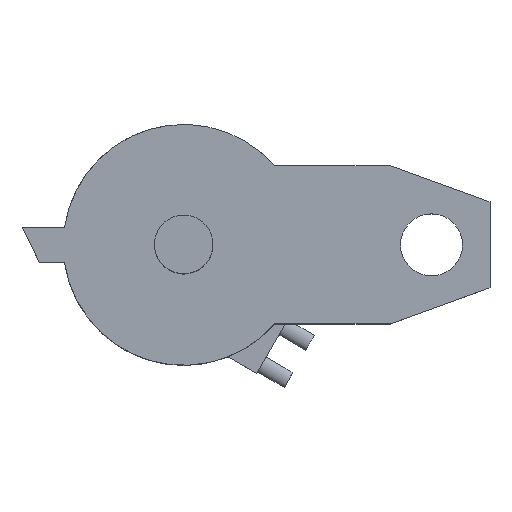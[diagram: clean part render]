
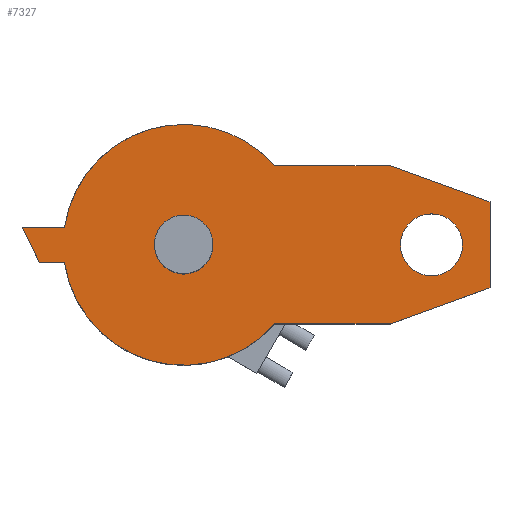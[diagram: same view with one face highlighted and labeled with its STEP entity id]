
A CAD part, top view. The second image highlights one B-rep face of the part: STEP entity #7327.
In plain terms, the highlighted planar face has unit normal (0, 0, 1).
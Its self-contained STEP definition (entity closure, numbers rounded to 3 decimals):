
#178 = CARTESIAN_POINT ( 'NONE',  ( -4.7, 0.5, 5. ) ) ;
#322 = EDGE_CURVE ( 'NONE', #5453, #5189, #8805, .T. ) ;
#349 = DIRECTION ( 'NONE',  ( 0., 0., 1. ) ) ;
#403 = ORIENTED_EDGE ( 'NONE', *, *, #5654, .T. ) ;
#427 = VECTOR ( 'NONE', #8168, 1000. ) ;
#432 = ORIENTED_EDGE ( 'NONE', *, *, #6465, .T. ) ;
#538 = LINE ( 'NONE', #9238, #4881 ) ;
#559 = DIRECTION ( 'NONE',  ( -1., 0., 0. ) ) ;
#607 = LINE ( 'NONE', #4233, #9222 ) ;
#658 = ORIENTED_EDGE ( 'NONE', *, *, #8674, .F. ) ;
#998 = VERTEX_POINT ( 'NONE', #3875 ) ;
#1023 = CIRCLE ( 'NONE', #8164, 3.5 ) ;
#1040 = VECTOR ( 'NONE', #2786, 1000. ) ;
#1255 = ORIENTED_EDGE ( 'NONE', *, *, #5128, .T. ) ;
#1270 = DIRECTION ( 'NONE',  ( -0.94, 0.34, 0. ) ) ;
#1309 = CIRCLE ( 'NONE', #1555, 3.5 ) ;
#1502 = LINE ( 'NONE', #7886, #1040 ) ;
#1555 = AXIS2_PLACEMENT_3D ( 'NONE', #5533, #7144, #5724 ) ;
#1593 = EDGE_CURVE ( 'NONE', #2241, #2604, #8973, .T. ) ;
#1607 = AXIS2_PLACEMENT_3D ( 'NONE', #4103, #7827, #7784 ) ;
#1753 = VECTOR ( 'NONE', #7213, 1000. ) ;
#1771 = CARTESIAN_POINT ( 'NONE',  ( 2.638, 2.3, 5. ) ) ;
#1820 = ORIENTED_EDGE ( 'NONE', *, *, #3651, .F. ) ;
#1823 = CARTESIAN_POINT ( 'NONE',  ( 2.638, -2.3, 5. ) ) ;
#1863 = VECTOR ( 'NONE', #1270, 1000. ) ;
#2241 = VERTEX_POINT ( 'NONE', #2612 ) ;
#2271 = VERTEX_POINT ( 'NONE', #1823 ) ;
#2384 = AXIS2_PLACEMENT_3D ( 'NONE', #3948, #8392, #2708 ) ;
#2583 = ORIENTED_EDGE ( 'NONE', *, *, #3248, .F. ) ;
#2604 = VERTEX_POINT ( 'NONE', #4275 ) ;
#2612 = CARTESIAN_POINT ( 'NONE',  ( 8.9, -1.25, 5. ) ) ;
#2708 = DIRECTION ( 'NONE',  ( 1., 0., 0. ) ) ;
#2786 = DIRECTION ( 'NONE',  ( 1., 0., 0. ) ) ;
#2890 = CARTESIAN_POINT ( 'NONE',  ( 6., 2.3, 5. ) ) ;
#2940 = CARTESIAN_POINT ( 'NONE',  ( 0.85, 0., 5. ) ) ;
#3038 = ORIENTED_EDGE ( 'NONE', *, *, #5799, .F. ) ;
#3248 = EDGE_CURVE ( 'NONE', #4734, #6924, #3514, .T. ) ;
#3415 = DIRECTION ( 'NONE',  ( 1., 0., 0. ) ) ;
#3514 = CIRCLE ( 'NONE', #2384, 0.85 ) ;
#3523 = DIRECTION ( 'NONE',  ( 0.447, -0.894, 0. ) ) ;
#3651 = EDGE_CURVE ( 'NONE', #6924, #4734, #7522, .T. ) ;
#3870 = DIRECTION ( 'NONE',  ( 0., 0., 1. ) ) ;
#3875 = CARTESIAN_POINT ( 'NONE',  ( 8.1, 0., 5. ) ) ;
#3921 = DIRECTION ( 'NONE',  ( -1., 0., 0. ) ) ;
#3943 = VERTEX_POINT ( 'NONE', #5856 ) ;
#3948 = CARTESIAN_POINT ( 'NONE',  ( 0., 0., 5. ) ) ;
#4022 = AXIS2_PLACEMENT_3D ( 'NONE', #6817, #3870, #9026 ) ;
#4095 = VERTEX_POINT ( 'NONE', #1771 ) ;
#4103 = CARTESIAN_POINT ( 'NONE',  ( 7.2, 0., 5. ) ) ;
#4181 = DIRECTION ( 'NONE',  ( 0.94, 0.34, 0. ) ) ;
#4210 = ORIENTED_EDGE ( 'NONE', *, *, #8304, .T. ) ;
#4221 = CARTESIAN_POINT ( 'NONE',  ( 6., -2.3, 5. ) ) ;
#4233 = CARTESIAN_POINT ( 'NONE',  ( 6., 2.3, 5. ) ) ;
#4275 = CARTESIAN_POINT ( 'NONE',  ( 8.9, 1.25, 5. ) ) ;
#4287 = ORIENTED_EDGE ( 'NONE', *, *, #7224, .T. ) ;
#4350 = FACE_BOUND ( 'NONE', #4535, .T. ) ;
#4370 = VERTEX_POINT ( 'NONE', #4221 ) ;
#4427 = CARTESIAN_POINT ( 'NONE',  ( 8.9, -1.25, 5. ) ) ;
#4535 = EDGE_LOOP ( 'NONE', ( #3038, #658 ) ) ;
#4538 = EDGE_LOOP ( 'NONE', ( #2583, #1820 ) ) ;
#4554 = CARTESIAN_POINT ( 'NONE',  ( -3.464, -0.5, 5. ) ) ;
#4562 = LINE ( 'NONE', #9269, #1863 ) ;
#4582 = CARTESIAN_POINT ( 'NONE',  ( -3.464, 0.5, 5. ) ) ;
#4622 = EDGE_CURVE ( 'NONE', #6014, #4095, #607, .T. ) ;
#4734 = VERTEX_POINT ( 'NONE', #4929 ) ;
#4839 = VECTOR ( 'NONE', #3921, 1000. ) ;
#4881 = VECTOR ( 'NONE', #4181, 1000. ) ;
#4927 = CIRCLE ( 'NONE', #4022, 0.9 ) ;
#4929 = CARTESIAN_POINT ( 'NONE',  ( -0.85, 0., 5. ) ) ;
#4978 = DIRECTION ( 'NONE',  ( 0., 0., 1. ) ) ;
#5128 = EDGE_CURVE ( 'NONE', #5189, #3943, #6865, .T. ) ;
#5189 = VERTEX_POINT ( 'NONE', #7242 ) ;
#5302 = ORIENTED_EDGE ( 'NONE', *, *, #1593, .T. ) ;
#5394 = VECTOR ( 'NONE', #3523, 1000. ) ;
#5426 = VERTEX_POINT ( 'NONE', #4554 ) ;
#5453 = VERTEX_POINT ( 'NONE', #4582 ) ;
#5533 = CARTESIAN_POINT ( 'NONE',  ( 0., 0., 5. ) ) ;
#5642 = CARTESIAN_POINT ( 'NONE',  ( 6.3, 0., 5. ) ) ;
#5654 = EDGE_CURVE ( 'NONE', #4095, #5453, #1309, .T. ) ;
#5724 = DIRECTION ( 'NONE',  ( 1., 0., 0. ) ) ;
#5799 = EDGE_CURVE ( 'NONE', #998, #8473, #4927, .T. ) ;
#5856 = CARTESIAN_POINT ( 'NONE',  ( -4.2, -0.5, 5. ) ) ;
#5901 = AXIS2_PLACEMENT_3D ( 'NONE', #9254, #7781, #9291 ) ;
#5965 = ORIENTED_EDGE ( 'NONE', *, *, #6722, .T. ) ;
#6014 = VERTEX_POINT ( 'NONE', #2890 ) ;
#6465 = EDGE_CURVE ( 'NONE', #2604, #6014, #4562, .T. ) ;
#6466 = ORIENTED_EDGE ( 'NONE', *, *, #7597, .T. ) ;
#6722 = EDGE_CURVE ( 'NONE', #3943, #5426, #1502, .T. ) ;
#6817 = CARTESIAN_POINT ( 'NONE',  ( 7.2, 0., 5. ) ) ;
#6854 = EDGE_LOOP ( 'NONE', ( #403, #8156, #1255, #5965, #4287, #6466, #4210, #5302, #432, #7021 ) ) ;
#6865 = LINE ( 'NONE', #9379, #5394 ) ;
#6924 = VERTEX_POINT ( 'NONE', #2940 ) ;
#6953 = DIRECTION ( 'NONE',  ( 1., 0., 0. ) ) ;
#6958 = LINE ( 'NONE', #8231, #427 ) ;
#7021 = ORIENTED_EDGE ( 'NONE', *, *, #4622, .T. ) ;
#7144 = DIRECTION ( 'NONE',  ( 0., 0., 1. ) ) ;
#7213 = DIRECTION ( 'NONE',  ( 0., 1., 0. ) ) ;
#7224 = EDGE_CURVE ( 'NONE', #5426, #2271, #1023, .T. ) ;
#7242 = CARTESIAN_POINT ( 'NONE',  ( -4.7, 0.5, 5. ) ) ;
#7327 = ADVANCED_FACE ( 'NONE', ( #9065, #7340, #4350 ), #8690, .T. ) ;
#7340 = FACE_OUTER_BOUND ( 'NONE', #6854, .T. ) ;
#7454 = AXIS2_PLACEMENT_3D ( 'NONE', #9396, #4978, #3415 ) ;
#7522 = CIRCLE ( 'NONE', #5901, 0.85 ) ;
#7597 = EDGE_CURVE ( 'NONE', #2271, #4370, #6958, .T. ) ;
#7781 = DIRECTION ( 'NONE',  ( 0., 0., 1. ) ) ;
#7784 = DIRECTION ( 'NONE',  ( 1., 0., 0. ) ) ;
#7827 = DIRECTION ( 'NONE',  ( 0., 0., 1. ) ) ;
#7886 = CARTESIAN_POINT ( 'NONE',  ( -4.2, -0.5, 5. ) ) ;
#8156 = ORIENTED_EDGE ( 'NONE', *, *, #322, .T. ) ;
#8164 = AXIS2_PLACEMENT_3D ( 'NONE', #8492, #349, #6953 ) ;
#8168 = DIRECTION ( 'NONE',  ( 1., 0., 0. ) ) ;
#8231 = CARTESIAN_POINT ( 'NONE',  ( 6., -2.3, 5. ) ) ;
#8304 = EDGE_CURVE ( 'NONE', #4370, #2241, #538, .T. ) ;
#8392 = DIRECTION ( 'NONE',  ( 0., 0., 1. ) ) ;
#8473 = VERTEX_POINT ( 'NONE', #5642 ) ;
#8492 = CARTESIAN_POINT ( 'NONE',  ( 0., 0., 5. ) ) ;
#8674 = EDGE_CURVE ( 'NONE', #8473, #998, #8932, .T. ) ;
#8690 = PLANE ( 'NONE',  #7454 ) ;
#8805 = LINE ( 'NONE', #178, #4839 ) ;
#8932 = CIRCLE ( 'NONE', #1607, 0.9 ) ;
#8973 = LINE ( 'NONE', #4427, #1753 ) ;
#9026 = DIRECTION ( 'NONE',  ( 1., 0., 0. ) ) ;
#9065 = FACE_BOUND ( 'NONE', #4538, .T. ) ;
#9222 = VECTOR ( 'NONE', #559, 1000. ) ;
#9238 = CARTESIAN_POINT ( 'NONE',  ( 8.9, -1.25, 5. ) ) ;
#9254 = CARTESIAN_POINT ( 'NONE',  ( 0., 0., 5. ) ) ;
#9269 = CARTESIAN_POINT ( 'NONE',  ( 8.9, 1.25, 5. ) ) ;
#9291 = DIRECTION ( 'NONE',  ( 1., 0., 0. ) ) ;
#9379 = CARTESIAN_POINT ( 'NONE',  ( -4.7, 0.5, 5. ) ) ;
#9396 = CARTESIAN_POINT ( 'NONE',  ( 0., 0., 5. ) ) ;
